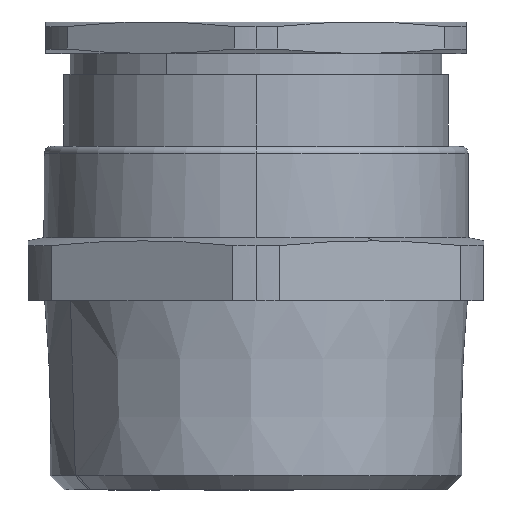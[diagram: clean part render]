
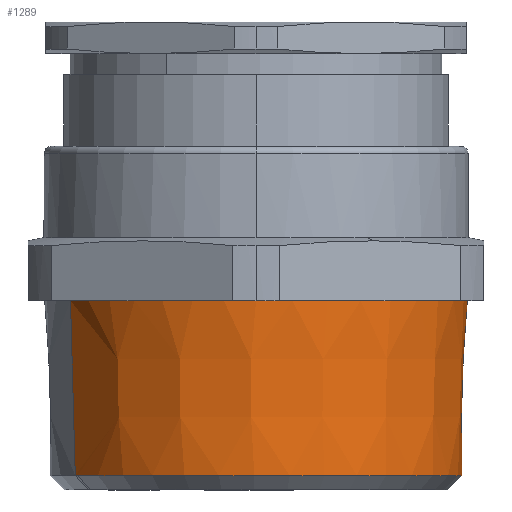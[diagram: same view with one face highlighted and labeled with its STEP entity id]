
A CAD part, front view. The second image highlights one B-rep face of the part: STEP entity #1289.
In plain terms, the highlighted conical face has half-angle 1.78 degrees and reference radius 29.311 mm.
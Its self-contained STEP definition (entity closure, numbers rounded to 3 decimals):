
#1151=AXIS2_PLACEMENT_3D('Circle Axis2P3D',#1149,#1150,$) ;
#1168=AXIS2_PLACEMENT_3D('Circle Axis2P3D',#1166,#1167,$) ;
#1253=AXIS2_PLACEMENT_3D('Cone Axis2P3D',#1250,#1251,#1252) ;
#1264=AXIS2_PLACEMENT_3D('Circle Axis2P3D',#1262,#1263,$) ;
#1271=AXIS2_PLACEMENT_3D('Circle Axis2P3D',#1269,#1270,$) ;
#1139=CARTESIAN_POINT('Vertex',(7.05,21.081,2.064)) ;
#1146=CARTESIAN_POINT('Vertex',(58.279,49.833,2.064)) ;
#1149=CARTESIAN_POINT('Axis2P3D Location',(32.5,35.75,2.064)) ;
#1166=CARTESIAN_POINT('Axis2P3D Location',(32.5,35.75,2.064)) ;
#1170=CARTESIAN_POINT('Vertex',(6.721,21.667,2.064)) ;
#1250=CARTESIAN_POINT('Axis2P3D Location',(32.5,35.75,0.)) ;
#1255=CARTESIAN_POINT('Line Origine',(13675.036,7488.702,499287.144)) ;
#1259=CARTESIAN_POINT('Vertex',(58.959,50.205,27.)) ;
#1262=CARTESIAN_POINT('Axis2P3D Location',(32.5,35.75,27.)) ;
#1266=CARTESIAN_POINT('Vertex',(32.5,5.6,27.)) ;
#1269=CARTESIAN_POINT('Axis2P3D Location',(32.5,35.75,27.)) ;
#1273=CARTESIAN_POINT('Vertex',(6.041,21.295,27.)) ;
#1276=CARTESIAN_POINT('Line Origine',(-13610.036,-7417.202,499287.144)) ;
#1150=DIRECTION('Axis2P3D Direction',(0.,0.,1.)) ;
#1167=DIRECTION('Axis2P3D Direction',(0.,0.,1.)) ;
#1251=DIRECTION('Axis2P3D Direction',(0.,0.,1.)) ;
#1252=DIRECTION('Axis2P3D XDirection',(-0.878,-0.479,0.)) ;
#1256=DIRECTION('Vector Direction',(0.027,0.015,1.)) ;
#1263=DIRECTION('Axis2P3D Direction',(0.,0.,1.)) ;
#1270=DIRECTION('Axis2P3D Direction',(0.,0.,1.)) ;
#1277=DIRECTION('Vector Direction',(-0.027,-0.015,1.)) ;
#1257=VECTOR('Line Direction',#1256,1.) ;
#1278=VECTOR('Line Direction',#1277,1.) ;
#1282=ORIENTED_EDGE('',*,*,#1261,.T.) ;
#1283=ORIENTED_EDGE('',*,*,#1268,.T.) ;
#1284=ORIENTED_EDGE('',*,*,#1275,.T.) ;
#1285=ORIENTED_EDGE('',*,*,#1280,.F.) ;
#1286=ORIENTED_EDGE('',*,*,#1172,.T.) ;
#1287=ORIENTED_EDGE('',*,*,#1153,.T.) ;
#1289=ADVANCED_FACE('Part4.1\\Koerper.2',(#1288),#1254,.T.) ;
#1152=CIRCLE('generated circle',#1151,29.375) ;
#1169=CIRCLE('generated circle',#1168,29.375) ;
#1265=CIRCLE('generated circle',#1264,30.15) ;
#1272=CIRCLE('generated circle',#1271,30.15) ;
#1254=CONICAL_SURFACE('Cone',#1253,29.311,0.031) ;
#1153=EDGE_CURVE('',#1140,#1147,#1152,.T.) ;
#1172=EDGE_CURVE('',#1171,#1140,#1169,.T.) ;
#1261=EDGE_CURVE('',#1147,#1260,#1258,.T.) ;
#1268=EDGE_CURVE('',#1260,#1267,#1265,.F.) ;
#1275=EDGE_CURVE('',#1267,#1274,#1272,.F.) ;
#1280=EDGE_CURVE('',#1171,#1274,#1279,.T.) ;
#1281=EDGE_LOOP('',(#1282,#1283,#1284,#1285,#1286,#1287)) ;
#1288=FACE_OUTER_BOUND('',#1281,.T.) ;
#1258=LINE('Line',#1255,#1257) ;
#1279=LINE('Line',#1276,#1278) ;
#1140=VERTEX_POINT('',#1139) ;
#1147=VERTEX_POINT('',#1146) ;
#1171=VERTEX_POINT('',#1170) ;
#1260=VERTEX_POINT('',#1259) ;
#1267=VERTEX_POINT('',#1266) ;
#1274=VERTEX_POINT('',#1273) ;
